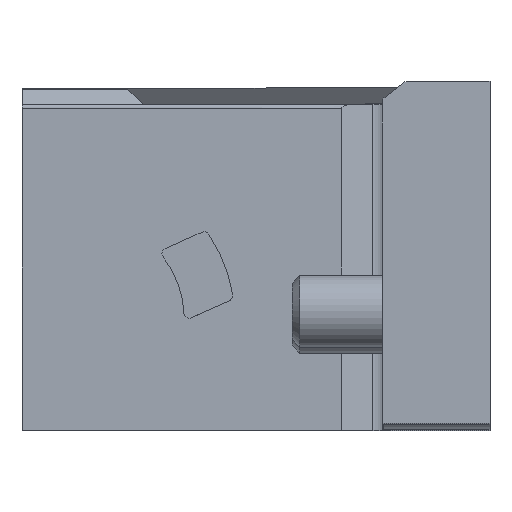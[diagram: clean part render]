
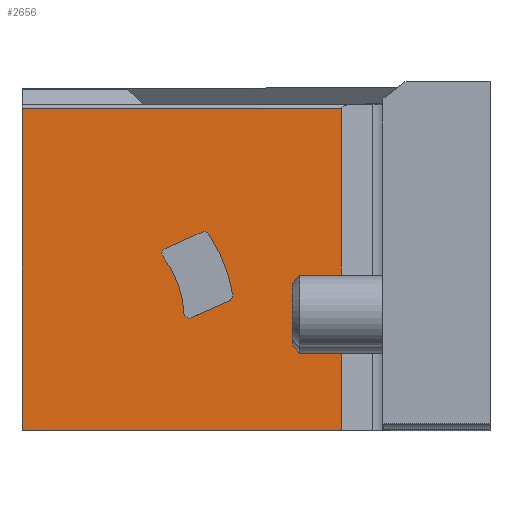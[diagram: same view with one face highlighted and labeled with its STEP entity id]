
A CAD part, top view. The second image highlights one B-rep face of the part: STEP entity #2656.
In plain terms, the highlighted planar face has unit normal (0, 0, 1).
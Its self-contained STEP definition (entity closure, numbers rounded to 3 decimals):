
#73=PLANE('',#2880);
#195=CIRCLE('',#2881,0.3);
#196=CIRCLE('',#2882,0.3);
#197=CIRCLE('',#2883,8.3);
#198=CIRCLE('',#2884,0.3);
#199=CIRCLE('',#2885,0.3);
#200=CIRCLE('',#2886,5.5);
#454=ORIENTED_EDGE('',*,*,#1184,.F.);
#455=ORIENTED_EDGE('',*,*,#1185,.F.);
#456=ORIENTED_EDGE('',*,*,#1186,.F.);
#457=ORIENTED_EDGE('',*,*,#1187,.F.);
#458=ORIENTED_EDGE('',*,*,#1188,.F.);
#459=ORIENTED_EDGE('',*,*,#1189,.F.);
#460=ORIENTED_EDGE('',*,*,#1190,.F.);
#461=ORIENTED_EDGE('',*,*,#1191,.T.);
#462=ORIENTED_EDGE('',*,*,#1192,.T.);
#463=ORIENTED_EDGE('',*,*,#1193,.T.);
#464=ORIENTED_EDGE('',*,*,#1121,.T.);
#465=ORIENTED_EDGE('',*,*,#1054,.F.);
#1054=EDGE_CURVE('',#1431,#1424,#1685,.T.);
#1121=EDGE_CURVE('',#1495,#1424,#1740,.T.);
#1184=EDGE_CURVE('',#1543,#1544,#195,.T.);
#1185=EDGE_CURVE('',#1545,#1543,#1778,.T.);
#1186=EDGE_CURVE('',#1546,#1545,#196,.T.);
#1187=EDGE_CURVE('',#1547,#1546,#197,.T.);
#1188=EDGE_CURVE('',#1548,#1547,#198,.T.);
#1189=EDGE_CURVE('',#1549,#1548,#1779,.T.);
#1190=EDGE_CURVE('',#1550,#1549,#199,.T.);
#1191=EDGE_CURVE('',#1550,#1544,#200,.T.);
#1192=EDGE_CURVE('',#1431,#1551,#1780,.T.);
#1193=EDGE_CURVE('',#1551,#1495,#1781,.T.);
#1424=VERTEX_POINT('',#3931);
#1431=VERTEX_POINT('',#3946);
#1495=VERTEX_POINT('',#4081);
#1543=VERTEX_POINT('',#4217);
#1544=VERTEX_POINT('',#4218);
#1545=VERTEX_POINT('',#4220);
#1546=VERTEX_POINT('',#4222);
#1547=VERTEX_POINT('',#4224);
#1548=VERTEX_POINT('',#4226);
#1549=VERTEX_POINT('',#4228);
#1550=VERTEX_POINT('',#4230);
#1551=VERTEX_POINT('',#4233);
#1685=LINE('',#3947,#1951);
#1740=LINE('',#4080,#2006);
#1778=LINE('',#4219,#2044);
#1779=LINE('',#4227,#2045);
#1780=LINE('',#4232,#2046);
#1781=LINE('',#4234,#2047);
#1951=VECTOR('',#3123,1000.);
#2006=VECTOR('',#3208,1000.);
#2044=VECTOR('',#3316,1000.);
#2045=VECTOR('',#3323,1000.);
#2046=VECTOR('',#3328,1000.);
#2047=VECTOR('',#3329,1000.);
#2230=EDGE_LOOP('',(#454,#455,#456,#457,#458,#459,#460,#461));
#2231=EDGE_LOOP('',(#462,#463,#464,#465));
#2426=FACE_BOUND('',#2230,.T.);
#2427=FACE_BOUND('',#2231,.T.);
#2656=ADVANCED_FACE('',(#2426,#2427),#73,.T.);
#2880=AXIS2_PLACEMENT_3D('',#4215,#3312,#3313);
#2881=AXIS2_PLACEMENT_3D('',#4216,#3314,#3315);
#2882=AXIS2_PLACEMENT_3D('',#4221,#3317,#3318);
#2883=AXIS2_PLACEMENT_3D('',#4223,#3319,#3320);
#2884=AXIS2_PLACEMENT_3D('',#4225,#3321,#3322);
#2885=AXIS2_PLACEMENT_3D('',#4229,#3324,#3325);
#2886=AXIS2_PLACEMENT_3D('',#4231,#3326,#3327);
#3123=DIRECTION('',(-1.,0.,0.));
#3208=DIRECTION('',(0.,-1.,0.));
#3312=DIRECTION('',(0.,0.,1.));
#3313=DIRECTION('',(1.,0.,0.));
#3314=DIRECTION('',(0.,0.,1.));
#3315=DIRECTION('',(1.,0.,0.));
#3316=DIRECTION('',(-0.914,-0.407,0.));
#3317=DIRECTION('',(0.,0.,1.));
#3318=DIRECTION('',(1.,0.,0.));
#3319=DIRECTION('',(0.,0.,1.));
#3320=DIRECTION('',(1.,0.,0.));
#3321=DIRECTION('',(0.,0.,1.));
#3322=DIRECTION('',(1.,0.,0.));
#3323=DIRECTION('',(0.914,0.407,0.));
#3324=DIRECTION('',(0.,0.,1.));
#3325=DIRECTION('',(1.,0.,0.));
#3326=DIRECTION('',(0.,0.,1.));
#3327=DIRECTION('',(1.,0.,0.));
#3328=DIRECTION('',(0.,1.,0.));
#3329=DIRECTION('',(-1.,0.,0.));
#3931=CARTESIAN_POINT('',(-26.,0.,10.));
#3946=CARTESIAN_POINT('',(-8.271,0.,10.));
#3947=CARTESIAN_POINT('',(-6.,0.,10.));
#4080=CARTESIAN_POINT('',(-26.,19.,10.));
#4081=CARTESIAN_POINT('',(-26.,17.86,10.));
#4215=CARTESIAN_POINT('',(-6.,19.,10.));
#4216=CARTESIAN_POINT('',(-17.925,9.816,10.));
#4217=CARTESIAN_POINT('',(-18.047,10.09,10.));
#4218=CARTESIAN_POINT('',(-18.162,9.631,10.));
#4219=CARTESIAN_POINT('',(-15.994,11.004,10.));
#4220=CARTESIAN_POINT('',(-15.994,11.004,10.));
#4221=CARTESIAN_POINT('',(-15.872,10.73,10.));
#4222=CARTESIAN_POINT('',(-15.623,10.898,10.));
#4223=CARTESIAN_POINT('',(-22.5,6.25,10.));
#4224=CARTESIAN_POINT('',(-14.297,7.514,10.));
#4225=CARTESIAN_POINT('',(-14.593,7.468,10.));
#4226=CARTESIAN_POINT('',(-14.471,7.194,10.));
#4227=CARTESIAN_POINT('',(-16.585,6.253,10.));
#4228=CARTESIAN_POINT('',(-16.585,6.253,10.));
#4229=CARTESIAN_POINT('',(-16.707,6.527,10.));
#4230=CARTESIAN_POINT('',(-17.006,6.513,10.));
#4231=CARTESIAN_POINT('',(-22.5,6.25,10.));
#4232=CARTESIAN_POINT('',(-8.271,0.,10.));
#4233=CARTESIAN_POINT('',(-8.271,17.86,10.));
#4234=CARTESIAN_POINT('',(-6.,17.86,10.));
